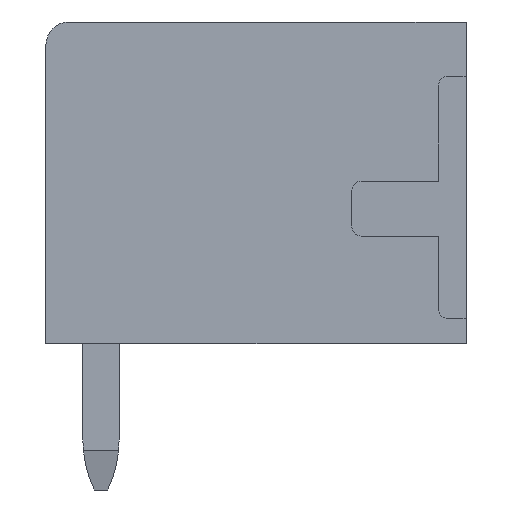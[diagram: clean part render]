
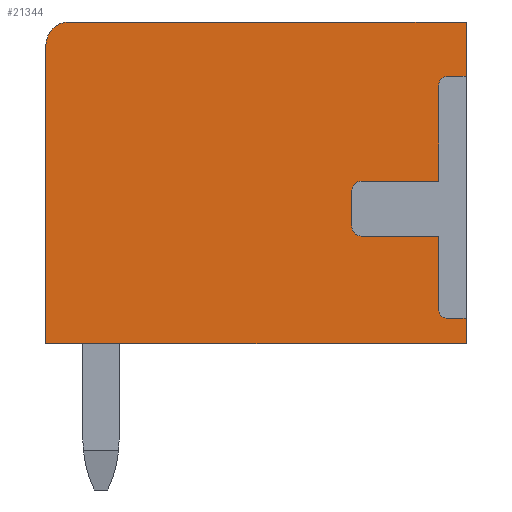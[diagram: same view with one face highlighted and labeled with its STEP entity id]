
A CAD part, left-side view. The second image highlights one B-rep face of the part: STEP entity #21344.
In plain terms, the highlighted planar face has unit normal (-1, 0, 0).
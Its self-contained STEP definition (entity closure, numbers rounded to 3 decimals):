
#20159=AXIS2_PLACEMENT_3D('Circle Axis2P3D',#20157,#20158,$) ;
#20341=AXIS2_PLACEMENT_3D('Circle Axis2P3D',#20339,#20340,$) ;
#20389=AXIS2_PLACEMENT_3D('Circle Axis2P3D',#20387,#20388,$) ;
#20456=AXIS2_PLACEMENT_3D('Circle Axis2P3D',#20454,#20455,$) ;
#21318=AXIS2_PLACEMENT_3D('Plane Axis2P3D',#21315,#21316,#21317) ;
#21322=AXIS2_PLACEMENT_3D('Circle Axis2P3D',#21320,#21321,$) ;
#388=CARTESIAN_POINT('Vertex',(0.3,0.,3.2)) ;
#391=CARTESIAN_POINT('Line Origine',(0.3,4.6,3.2)) ;
#395=CARTESIAN_POINT('Vertex',(0.3,9.2,3.2)) ;
#6437=CARTESIAN_POINT('Line Origine',(0.3,9.2,6.475)) ;
#6441=CARTESIAN_POINT('Vertex',(0.3,9.2,9.75)) ;
#7890=CARTESIAN_POINT('Vertex',(0.3,0.,3.76)) ;
#7895=CARTESIAN_POINT('Line Origine',(0.3,0.,3.48)) ;
#7939=CARTESIAN_POINT('Vertex',(0.3,0.,10.25)) ;
#7942=CARTESIAN_POINT('Line Origine',(0.3,0.,9.655)) ;
#7946=CARTESIAN_POINT('Vertex',(0.3,0.,9.06)) ;
#20152=CARTESIAN_POINT('Vertex',(0.3,0.4,9.06)) ;
#20157=CARTESIAN_POINT('Axis2P3D Location',(0.3,0.4,8.86)) ;
#20161=CARTESIAN_POINT('Vertex',(0.3,0.6,8.86)) ;
#20188=CARTESIAN_POINT('Line Origine',(0.3,0.2,9.06)) ;
#20210=CARTESIAN_POINT('Line Origine',(0.3,0.6,7.81)) ;
#20214=CARTESIAN_POINT('Vertex',(0.3,0.6,6.76)) ;
#20315=CARTESIAN_POINT('Line Origine',(0.3,1.45,6.76)) ;
#20319=CARTESIAN_POINT('Vertex',(0.3,2.3,6.76)) ;
#20339=CARTESIAN_POINT('Axis2P3D Location',(0.3,2.3,6.56)) ;
#20343=CARTESIAN_POINT('Vertex',(0.3,2.5,6.56)) ;
#20363=CARTESIAN_POINT('Line Origine',(0.3,2.5,6.16)) ;
#20367=CARTESIAN_POINT('Vertex',(0.3,2.5,5.76)) ;
#20387=CARTESIAN_POINT('Axis2P3D Location',(0.3,2.3,5.76)) ;
#20391=CARTESIAN_POINT('Vertex',(0.3,2.3,5.56)) ;
#20411=CARTESIAN_POINT('Line Origine',(0.3,1.45,5.56)) ;
#20415=CARTESIAN_POINT('Vertex',(0.3,0.6,5.56)) ;
#20430=CARTESIAN_POINT('Line Origine',(0.3,0.6,4.76)) ;
#20434=CARTESIAN_POINT('Vertex',(0.3,0.6,3.96)) ;
#20454=CARTESIAN_POINT('Axis2P3D Location',(0.3,0.4,3.96)) ;
#20458=CARTESIAN_POINT('Vertex',(0.3,0.4,3.76)) ;
#20478=CARTESIAN_POINT('Line Origine',(0.3,0.2,3.76)) ;
#21300=CARTESIAN_POINT('Vertex',(0.3,8.7,10.25)) ;
#21303=CARTESIAN_POINT('Line Origine',(0.3,4.35,10.25)) ;
#21315=CARTESIAN_POINT('Axis2P3D Location',(0.3,0.,0.)) ;
#21320=CARTESIAN_POINT('Axis2P3D Location',(0.3,8.7,9.75)) ;
#392=DIRECTION('Vector Direction',(0.,1.,0.)) ;
#6438=DIRECTION('Vector Direction',(0.,0.,1.)) ;
#7896=DIRECTION('Vector Direction',(0.,0.,-1.)) ;
#7943=DIRECTION('Vector Direction',(0.,0.,-1.)) ;
#20158=DIRECTION('Axis2P3D Direction',(-1.,0.,0.)) ;
#20189=DIRECTION('Vector Direction',(0.,-1.,0.)) ;
#20211=DIRECTION('Vector Direction',(0.,0.,1.)) ;
#20316=DIRECTION('Vector Direction',(0.,-1.,0.)) ;
#20340=DIRECTION('Axis2P3D Direction',(-1.,0.,0.)) ;
#20364=DIRECTION('Vector Direction',(0.,0.,1.)) ;
#20388=DIRECTION('Axis2P3D Direction',(-1.,0.,0.)) ;
#20412=DIRECTION('Vector Direction',(0.,1.,0.)) ;
#20431=DIRECTION('Vector Direction',(0.,0.,1.)) ;
#20455=DIRECTION('Axis2P3D Direction',(-1.,0.,0.)) ;
#20479=DIRECTION('Vector Direction',(0.,1.,0.)) ;
#21304=DIRECTION('Vector Direction',(0.,-1.,0.)) ;
#21316=DIRECTION('Axis2P3D Direction',(-1.,0.,0.)) ;
#21317=DIRECTION('Axis2P3D XDirection',(0.,-1.,0.)) ;
#21321=DIRECTION('Axis2P3D Direction',(-1.,0.,0.)) ;
#393=VECTOR('Line Direction',#392,1.) ;
#6439=VECTOR('Line Direction',#6438,1.) ;
#7897=VECTOR('Line Direction',#7896,1.) ;
#7944=VECTOR('Line Direction',#7943,1.) ;
#20190=VECTOR('Line Direction',#20189,1.) ;
#20212=VECTOR('Line Direction',#20211,1.) ;
#20317=VECTOR('Line Direction',#20316,1.) ;
#20365=VECTOR('Line Direction',#20364,1.) ;
#20413=VECTOR('Line Direction',#20412,1.) ;
#20432=VECTOR('Line Direction',#20431,1.) ;
#20480=VECTOR('Line Direction',#20479,1.) ;
#21305=VECTOR('Line Direction',#21304,1.) ;
#21326=ORIENTED_EDGE('',*,*,#7948,.T.) ;
#21327=ORIENTED_EDGE('',*,*,#21307,.T.) ;
#21328=ORIENTED_EDGE('',*,*,#21324,.T.) ;
#21329=ORIENTED_EDGE('',*,*,#6443,.T.) ;
#21330=ORIENTED_EDGE('',*,*,#397,.T.) ;
#21331=ORIENTED_EDGE('',*,*,#7899,.T.) ;
#21332=ORIENTED_EDGE('',*,*,#20482,.F.) ;
#21333=ORIENTED_EDGE('',*,*,#20460,.F.) ;
#21334=ORIENTED_EDGE('',*,*,#20436,.F.) ;
#21335=ORIENTED_EDGE('',*,*,#20417,.F.) ;
#21336=ORIENTED_EDGE('',*,*,#20393,.F.) ;
#21337=ORIENTED_EDGE('',*,*,#20369,.F.) ;
#21338=ORIENTED_EDGE('',*,*,#20345,.F.) ;
#21339=ORIENTED_EDGE('',*,*,#20321,.F.) ;
#21340=ORIENTED_EDGE('',*,*,#20216,.F.) ;
#21341=ORIENTED_EDGE('',*,*,#20163,.F.) ;
#21342=ORIENTED_EDGE('',*,*,#20192,.F.) ;
#21344=ADVANCED_FACE('HOUSING',(#21343),#21319,.T.) ;
#20160=CIRCLE('generated circle',#20159,0.2) ;
#20342=CIRCLE('generated circle',#20341,0.2) ;
#20390=CIRCLE('generated circle',#20389,0.2) ;
#20457=CIRCLE('generated circle',#20456,0.2) ;
#21323=CIRCLE('generated circle',#21322,0.5) ;
#397=EDGE_CURVE('',#396,#389,#394,.F.) ;
#6443=EDGE_CURVE('',#6442,#396,#6440,.F.) ;
#7899=EDGE_CURVE('',#389,#7891,#7898,.F.) ;
#7948=EDGE_CURVE('',#7947,#7940,#7945,.F.) ;
#20163=EDGE_CURVE('',#20153,#20162,#20160,.T.) ;
#20192=EDGE_CURVE('',#7947,#20153,#20191,.F.) ;
#20216=EDGE_CURVE('',#20162,#20215,#20213,.F.) ;
#20321=EDGE_CURVE('',#20215,#20320,#20318,.F.) ;
#20345=EDGE_CURVE('',#20320,#20344,#20342,.T.) ;
#20369=EDGE_CURVE('',#20344,#20368,#20366,.F.) ;
#20393=EDGE_CURVE('',#20368,#20392,#20390,.T.) ;
#20417=EDGE_CURVE('',#20392,#20416,#20414,.F.) ;
#20436=EDGE_CURVE('',#20416,#20435,#20433,.F.) ;
#20460=EDGE_CURVE('',#20435,#20459,#20457,.T.) ;
#20482=EDGE_CURVE('',#20459,#7891,#20481,.F.) ;
#21307=EDGE_CURVE('',#7940,#21301,#21306,.F.) ;
#21324=EDGE_CURVE('',#21301,#6442,#21323,.T.) ;
#21325=EDGE_LOOP('',(#21326,#21327,#21328,#21329,#21330,#21331,#21332,#21333,#21334,#21335,#21336,#21337,#21338,#21339,#21340,#21341,#21342)) ;
#21343=FACE_OUTER_BOUND('',#21325,.T.) ;
#394=LINE('Line',#391,#393) ;
#6440=LINE('Line',#6437,#6439) ;
#7898=LINE('Line',#7895,#7897) ;
#7945=LINE('Line',#7942,#7944) ;
#20191=LINE('Line',#20188,#20190) ;
#20213=LINE('Line',#20210,#20212) ;
#20318=LINE('Line',#20315,#20317) ;
#20366=LINE('Line',#20363,#20365) ;
#20414=LINE('Line',#20411,#20413) ;
#20433=LINE('Line',#20430,#20432) ;
#20481=LINE('Line',#20478,#20480) ;
#21306=LINE('Line',#21303,#21305) ;
#21319=PLANE('',#21318) ;
#389=VERTEX_POINT('',#388) ;
#396=VERTEX_POINT('',#395) ;
#6442=VERTEX_POINT('',#6441) ;
#7891=VERTEX_POINT('',#7890) ;
#7940=VERTEX_POINT('',#7939) ;
#7947=VERTEX_POINT('',#7946) ;
#20153=VERTEX_POINT('',#20152) ;
#20162=VERTEX_POINT('',#20161) ;
#20215=VERTEX_POINT('',#20214) ;
#20320=VERTEX_POINT('',#20319) ;
#20344=VERTEX_POINT('',#20343) ;
#20368=VERTEX_POINT('',#20367) ;
#20392=VERTEX_POINT('',#20391) ;
#20416=VERTEX_POINT('',#20415) ;
#20435=VERTEX_POINT('',#20434) ;
#20459=VERTEX_POINT('',#20458) ;
#21301=VERTEX_POINT('',#21300) ;
